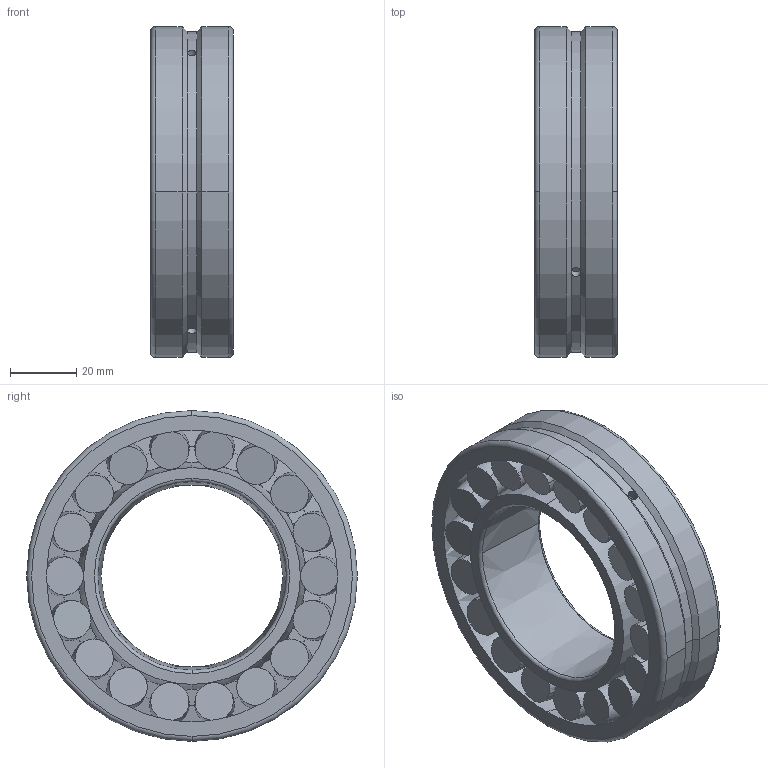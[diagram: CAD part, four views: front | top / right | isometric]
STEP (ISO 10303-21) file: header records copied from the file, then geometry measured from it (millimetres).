
FILE_DESCRIPTION(('STEP AP214'),'1');
FILE_NAME('SKF_bearing_22211_EK_2.stp','2024-02-29T12:29:09',('TraceParts'),('TraceParts S.A.'),'Spatial InterOp 3D',' ',' ');
FILE_SCHEMA(('AUTOMOTIVE_DESIGN { 1 0 10303 214 1 1 1 1 }'));
Length unit declared in the file: millimetre
Products named in the file (1): SKF_bearing_22211_EK_2_1
Bounding box: 25 x 100 x 100 mm (x, y, z)
Volume: 94508.7 mm3; surface area: 49426.5 mm2
Topology: 4 solids, 4 shells, 270 faces, 718 edges, 517 vertices
Faces by surface type: torus 170, plane 76, cylinder 16, cone 6, sphere 2
Entity records: 13330 total; most frequent: CARTESIAN_POINT 6418, DIRECTION 1507, ORIENTED_EDGE 1428, AXIS2_PLACEMENT_3D 744, EDGE_CURVE 714, VERTEX_POINT 517, CIRCLE 470, EDGE_LOOP 349
